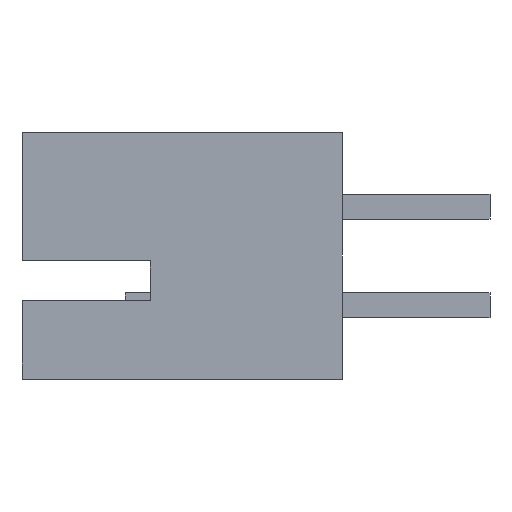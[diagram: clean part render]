
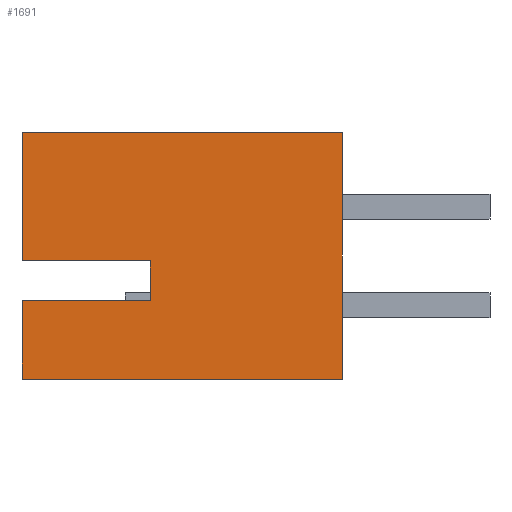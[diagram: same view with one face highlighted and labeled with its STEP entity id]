
A CAD part, left-side view. The second image highlights one B-rep face of the part: STEP entity #1691.
In plain terms, the highlighted planar face has unit normal (-1, 0, 0).
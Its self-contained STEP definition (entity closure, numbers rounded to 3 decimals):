
#1480 = EDGE_CURVE ( 'NONE', #1520, #1509, #6040, .T. ) ;
#1509 = VERTEX_POINT ( 'NONE', #6131 ) ;
#1512 = VERTEX_POINT ( 'NONE', #6122 ) ;
#1514 = VERTEX_POINT ( 'NONE', #6121 ) ;
#1519 = EDGE_CURVE ( 'NONE', #1512, #1520, #6159, .T. ) ;
#1520 = VERTEX_POINT ( 'NONE', #6155 ) ;
#1583 = EDGE_CURVE ( 'NONE', #1514, #1584, #6297, .T. ) ;
#1584 = VERTEX_POINT ( 'NONE', #6293 ) ;
#1691 = ADVANCED_FACE ( 'NONE', ( #6444 ), #6443, .T. ) ;
#1692 = EDGE_LOOP ( 'NONE', ( #1695, #1792, #1732, #1791, #1780, #1779, #1787, #1776 ) ) ;
#1695 = ORIENTED_EDGE ( 'NONE', *, *, #1696, .F. ) ;
#1696 = EDGE_CURVE ( 'NONE', #1584, #1697, #6433, .T. ) ;
#1697 = VERTEX_POINT ( 'NONE', #6494 ) ;
#1732 = ORIENTED_EDGE ( 'NONE', *, *, #1767, .F. ) ;
#1767 = EDGE_CURVE ( 'NONE', #1846, #1514, #6576, .T. ) ;
#1776 = ORIENTED_EDGE ( 'NONE', *, *, #1777, .F. ) ;
#1777 = EDGE_CURVE ( 'NONE', #1697, #1806, #6598, .T. ) ;
#1779 = ORIENTED_EDGE ( 'NONE', *, *, #1519, .F. ) ;
#1780 = ORIENTED_EDGE ( 'NONE', *, *, #1480, .F. ) ;
#1781 = EDGE_CURVE ( 'NONE', #1806, #1512, #6594, .T. ) ;
#1787 = ORIENTED_EDGE ( 'NONE', *, *, #1781, .F. ) ;
#1791 = ORIENTED_EDGE ( 'NONE', *, *, #1845, .F. ) ;
#1792 = ORIENTED_EDGE ( 'NONE', *, *, #1583, .F. ) ;
#1806 = VERTEX_POINT ( 'NONE', #6682 ) ;
#1845 = EDGE_CURVE ( 'NONE', #1509, #1846, #6737, .T. ) ;
#1846 = VERTEX_POINT ( 'NONE', #6733 ) ;
#6037 = DIRECTION ( 'NONE',  ( 0., -1., 0. ) ) ;
#6038 = VECTOR ( 'NONE', #6037, 1000. ) ;
#6039 = CARTESIAN_POINT ( 'NONE',  ( -8.95, 0., 2.5 ) ) ;
#6040 = LINE ( 'NONE', #6039, #6038 ) ;
#6121 = CARTESIAN_POINT ( 'NONE',  ( -8.95, 6.5, -2.5 ) ) ;
#6122 = CARTESIAN_POINT ( 'NONE',  ( -8.95, 6.5, -0.1 ) ) ;
#6131 = CARTESIAN_POINT ( 'NONE',  ( -8.95, 0., 2.5 ) ) ;
#6155 = CARTESIAN_POINT ( 'NONE',  ( -8.95, 6.5, 2.5 ) ) ;
#6156 = DIRECTION ( 'NONE',  ( 0., 0., 1. ) ) ;
#6157 = VECTOR ( 'NONE', #6156, 1000. ) ;
#6158 = CARTESIAN_POINT ( 'NONE',  ( -8.95, 6.5, 2.5 ) ) ;
#6159 = LINE ( 'NONE', #6158, #6157 ) ;
#6293 = CARTESIAN_POINT ( 'NONE',  ( -8.95, 6.5, -0.9 ) ) ;
#6294 = DIRECTION ( 'NONE',  ( 0., 0., 1. ) ) ;
#6295 = VECTOR ( 'NONE', #6294, 1000. ) ;
#6296 = CARTESIAN_POINT ( 'NONE',  ( -8.95, 6.5, 2.5 ) ) ;
#6297 = LINE ( 'NONE', #6296, #6295 ) ;
#6430 = DIRECTION ( 'NONE',  ( 0., -1., 0. ) ) ;
#6431 = VECTOR ( 'NONE', #6430, 1000. ) ;
#6432 = CARTESIAN_POINT ( 'NONE',  ( -8.95, 6.5, -0.9 ) ) ;
#6433 = LINE ( 'NONE', #6432, #6431 ) ;
#6439 = DIRECTION ( 'NONE',  ( 0., 0., 1. ) ) ;
#6440 = DIRECTION ( 'NONE',  ( -1., 0., 0. ) ) ;
#6441 = CARTESIAN_POINT ( 'NONE',  ( -8.95, 6.5, 2.5 ) ) ;
#6442 = AXIS2_PLACEMENT_3D ( 'NONE', #6441, #6440, #6439 ) ;
#6443 = PLANE ( 'NONE',  #6442 ) ;
#6444 = FACE_OUTER_BOUND ( 'NONE', #1692, .T. ) ;
#6494 = CARTESIAN_POINT ( 'NONE',  ( -8.95, 3.9, -0.9 ) ) ;
#6573 = DIRECTION ( 'NONE',  ( 0., 1., 0. ) ) ;
#6574 = VECTOR ( 'NONE', #6573, 1000. ) ;
#6575 = CARTESIAN_POINT ( 'NONE',  ( -8.95, 0., -2.5 ) ) ;
#6576 = LINE ( 'NONE', #6575, #6574 ) ;
#6591 = DIRECTION ( 'NONE',  ( 0., 1., 0. ) ) ;
#6592 = VECTOR ( 'NONE', #6591, 1000. ) ;
#6593 = CARTESIAN_POINT ( 'NONE',  ( -8.95, 6.5, -0.1 ) ) ;
#6594 = LINE ( 'NONE', #6593, #6592 ) ;
#6595 = DIRECTION ( 'NONE',  ( 0., 0., 1. ) ) ;
#6596 = VECTOR ( 'NONE', #6595, 1000. ) ;
#6597 = CARTESIAN_POINT ( 'NONE',  ( -8.95, 3.9, -0.9 ) ) ;
#6598 = LINE ( 'NONE', #6597, #6596 ) ;
#6682 = CARTESIAN_POINT ( 'NONE',  ( -8.95, 3.9, -0.1 ) ) ;
#6733 = CARTESIAN_POINT ( 'NONE',  ( -8.95, 0., -2.5 ) ) ;
#6734 = DIRECTION ( 'NONE',  ( 0., 0., -1. ) ) ;
#6735 = VECTOR ( 'NONE', #6734, 1000. ) ;
#6736 = CARTESIAN_POINT ( 'NONE',  ( -8.95, 0., 2.5 ) ) ;
#6737 = LINE ( 'NONE', #6736, #6735 ) ;
